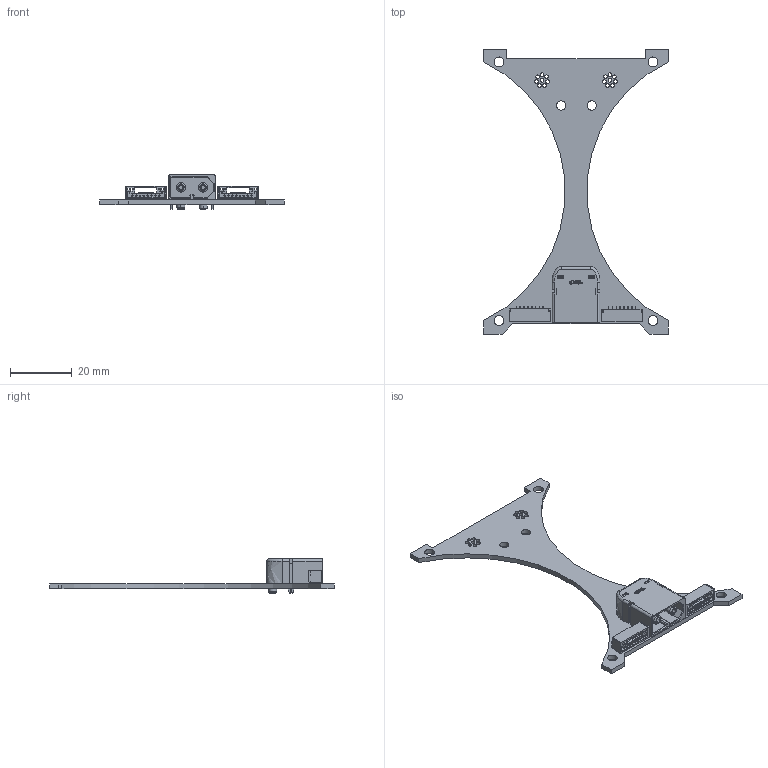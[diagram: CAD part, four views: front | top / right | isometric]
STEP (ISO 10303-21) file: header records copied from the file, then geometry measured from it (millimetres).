
FILE_DESCRIPTION(('Designed by EasyEDA Pro'),'2;1');
FILE_NAME('Open CASCADE Shape Model','2024-06-02T19:33:45',('Author'),( 'Open CASCADE'),'Open CASCADE STEP processor 7.6','Open CASCADE 7.6' ,'Unknown');
FILE_SCHEMA(('AUTOMOTIVE_DESIGN { 1 0 10303 214 1 1 1 1 }'));
Length unit declared in the file: millimetre
Products named in the file (9): PCBModel; Board; CN1; CONN-TH_XT60PW-M; SOLID; U5; CONN-SMD_8P-P1.25_XYECONN_XY-GH1.25-8A61; COMPOUND; U4
Assembly tree (9 placements, depth 4):
  PCBModel
    Board
    CN1
      CONN-TH_XT60PW-M
        SOLID
    U5
      CONN-SMD_8P-P1.25_XYECONN_XY-GH1.25-8A61
        COMPOUND
    U4
      CONN-SMD_8P-P1.25_XYECONN_XY-GH1.25-8A61
        COMPOUND
Bounding box: 59.97 x 92.47 x 11.1 mm (x, y, z)
Volume: 4994.2 mm3; surface area: 7861.6 mm2
Topology: 8 solids, 8 shells, 1970 faces, 5495 edges, 3622 vertices
Faces by surface type: plane 1359, bspline 312, cylinder 261, torus 16, cone 12, sphere 10
Full cylindrical faces by diameter (mm): 1.2 x16, 2.9 x2, 3 x2, 3.2 x4
Entity records: 53366 total; most frequent: CARTESIAN_POINT 10933, ORIENTED_EDGE 6938, DIRECTION 5479, EDGE_CURVE 3469, LINE 2589, VECTOR 2589, VERTEX_POINT 2280, AXIS2_PLACEMENT_3D 1445
